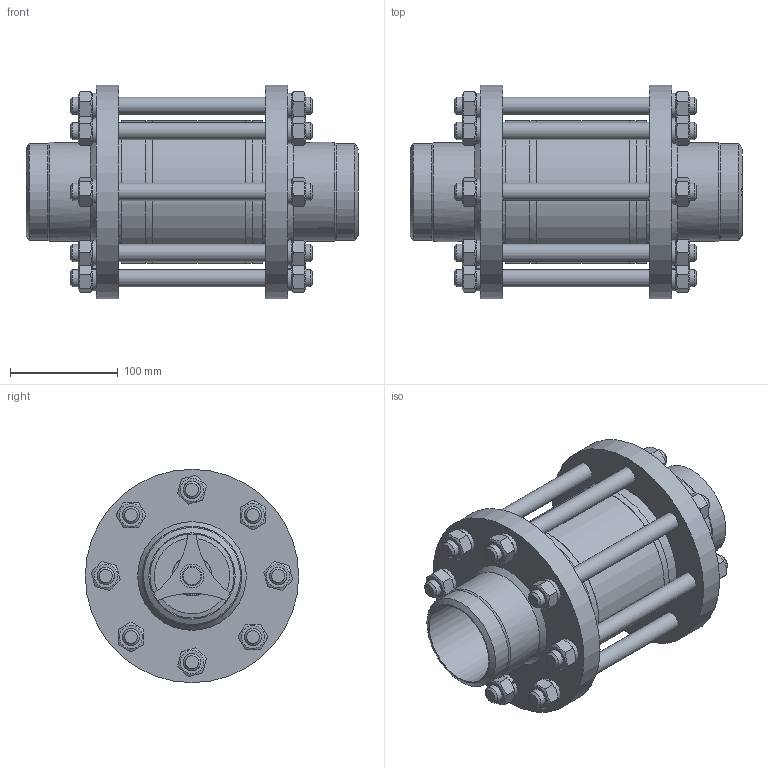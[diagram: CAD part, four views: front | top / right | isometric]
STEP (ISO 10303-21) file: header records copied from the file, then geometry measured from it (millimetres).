
FILE_DESCRIPTION((''),'2;1');
FILE_NAME('ФБ41 020 080 000.stp','2015-03-20T14:08:39',('��������'),(''),'Autodesk Inventor 2013','Autodesk Inventor 2013','');
FILE_SCHEMA(('AUTOMOTIVE_DESIGN { 1 0 10303 214 1 1 1 1 }'));
Length unit declared in the file: millimetre
Products named in the file (25): ФБ41 020 080 000; ФБ41 010 080 010; ФБ41 010 080 010_Сварные швы; ФБ41 010 080 012; ФБ41 010 080 011; ФБ41 010 080 013; ФБ41 020 080 010; ФБ41 020 080 010_Сварные швы; ФБ41 010 050 022; ФБ41 020 080 011; ФБ41 010 080 020; ФБ41 010 080 020_Сварные швы; ФБ41 010 080 021; ФБ41 010 080 022; ФБ41 010 080 040; ФБ41 010 080 040_Сварные швы; ФБ41 010 080 041; ФБ41 010 080 042; ФБ41 010 080 003; Пружина сжатия; Пружина сжатия1; ФБ41 010 080 002; ФБ41 020 080 001; Шайба ГОСТ 6402-70 16 N; Гайка ГОСТ 5915-70 M16
Assembly tree (63 placements, depth 3):
  ФБ41 020 080 000
    ФБ41 010 080 010
      ФБ41 010 080 010_Сварные швы
      ФБ41 010 080 012
      ФБ41 010 080 011
      ФБ41 010 080 013
    ФБ41 020 080 010  x2
      ФБ41 020 080 010_Сварные швы
      ФБ41 010 050 022
      ФБ41 020 080 011
    ФБ41 010 080 020
      ФБ41 010 080 020_Сварные швы
      ФБ41 010 080 021
      ФБ41 010 080 022
    ФБ41 010 080 040
      ФБ41 010 080 040_Сварные швы
      ФБ41 010 080 041
      ФБ41 010 080 042
    ФБ41 010 080 003  x2
    Пружина сжатия
      Пружина сжатия1
    ФБ41 010 080 002
    ФБ41 020 080 001  x8
    Шайба ГОСТ 6402-70 16 N  x16
    Гайка ГОСТ 5915-70 M16  x16
Bounding box: 308 x 198 x 198 mm (x, y, z)
Volume: 2340344.1 mm3; surface area: 645663.5 mm2
Topology: 63 solids, 63 shells, 581 faces, 1279 edges, 825 vertices
Faces by surface type: plane 296, cone 139, cylinder 133, bspline 13
Full cylindrical faces by diameter (mm): 12 x2, 13.835 x16, 16 x8, 18 x18, 22 x5, 31 x5, 78 x2, 80 x1, 88 x4, 90 x3, 92 x4, 95 x1, 97 x1, 102 x1, 102.835 x1, 105 x4, 106 x5, 120 x7, 121 x2, 132 x3, 198 x2
Entity records: 9222 total; most frequent: CARTESIAN_POINT 3814, DIRECTION 1126, ORIENTED_EDGE 706, AXIS2_PLACEMENT_3D 510, EDGE_LOOP 380, EDGE_CURVE 353, VERTEX_POINT 279, FACE_OUTER_BOUND 219
